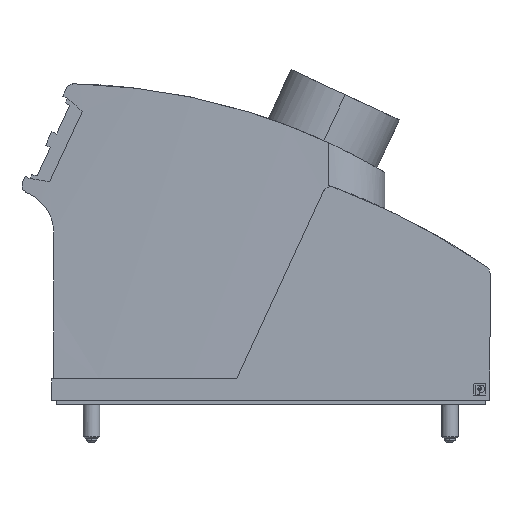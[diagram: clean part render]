
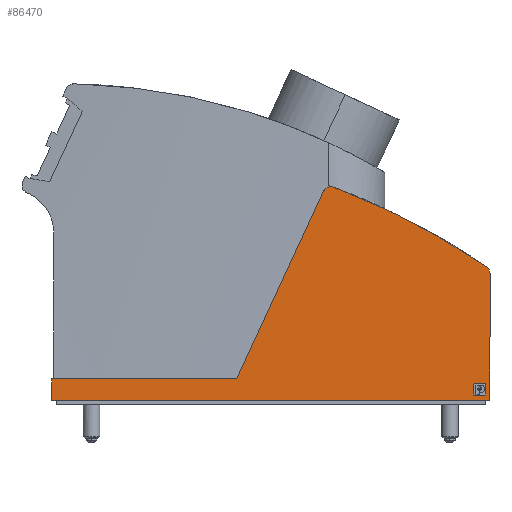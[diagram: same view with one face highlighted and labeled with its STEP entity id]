
A CAD part, left-side view. The second image highlights one B-rep face of the part: STEP entity #86470.
In plain terms, the highlighted face is planar.
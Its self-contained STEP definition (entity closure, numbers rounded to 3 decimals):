
#6010=CARTESIAN_POINT('',(-44.405,-34.812,
2.007));
#6020=VERTEX_POINT('',#6010);
#6050=CARTESIAN_POINT('',(-44.405,0.,2.007));
#6060=DIRECTION('',(0.,1.,0.));
#6070=VECTOR('',#6060,1.);
#6080=LINE('',#6050,#6070);
#6090=CARTESIAN_POINT('',(-44.405,-39.812,
2.007));
#6100=VERTEX_POINT('',#6090);
#6110=EDGE_CURVE('',#6100,#6020,#6080,.T.);
#18460=CARTESIAN_POINT('',(-0.48,-34.812,
2.007));
#18470=VERTEX_POINT('',#18460);
#18500=CARTESIAN_POINT('',(-15.,-34.812,2.007));
#18510=DIRECTION('',(-1.,0.,0.));
#18520=VECTOR('',#18510,1.);
#18530=LINE('',#18500,#18520);
#18540=EDGE_CURVE('',#18470,#6020,#18530,.T.);
#35920=CARTESIAN_POINT('',(58.732,-8.211,
2.007));
#35930=VERTEX_POINT('',#35920);
#35960=CARTESIAN_POINT('',(-35.079,-143.948,
2.007));
#35970=DIRECTION('',(0.,0.,1.));
#35980=DIRECTION('',(1.,0.,0.));
#35990=AXIS2_PLACEMENT_3D('',#35960,#35970,#35980);
#36000=CIRCLE('',#35990,165.);
#36010=CARTESIAN_POINT('',(22.576,10.651,
2.007));
#36020=VERTEX_POINT('',#36010);
#36030=EDGE_CURVE('',#35930,#36020,#36000,.T.);
#44730=CARTESIAN_POINT('',(59.595,-39.812,
2.007));
#44740=VERTEX_POINT('',#44730);
#44840=CARTESIAN_POINT('',(0.,-39.812,2.007));
#44850=DIRECTION('',(1.,0.,0.));
#44860=VECTOR('',#44850,1.);
#44870=LINE('',#44840,#44860);
#44880=EDGE_CURVE('',#6100,#44740,#44870,.T.);
#46980=CARTESIAN_POINT('',(21.877,8.777,
2.007));
#46990=DIRECTION('',(0.,0.,1.));
#47000=DIRECTION('',(1.,0.,0.));
#47010=AXIS2_PLACEMENT_3D('',#46980,#46990,#47000);
#47020=CIRCLE('',#47010,2.);
#47030=CARTESIAN_POINT('',(20.062,9.617,
2.007));
#47040=VERTEX_POINT('',#47030);
#47050=EDGE_CURVE('',#36020,#47040,#47020,.T.);
#48290=CARTESIAN_POINT('',(55.945,-38.611,
2.007));
#48300=DIRECTION('',(0.,0.,1.));
#48310=DIRECTION('',(1.,0.,0.));
#48320=AXIS2_PLACEMENT_3D('',#48290,#48300,#48310);
#48330=CIRCLE('',#48320,0.2);
#48340=CARTESIAN_POINT('',(55.745,-38.611,
2.007));
#48350=VERTEX_POINT('',#48340);
#48360=CARTESIAN_POINT('',(55.945,-38.812,
2.007));
#48370=VERTEX_POINT('',#48360);
#48380=EDGE_CURVE('',#48350,#48370,#48330,.T.);
#49160=CARTESIAN_POINT('',(58.395,-38.611,
2.007));
#49170=DIRECTION('',(0.,0.,1.));
#49180=DIRECTION('',(1.,0.,0.));
#49190=AXIS2_PLACEMENT_3D('',#49160,#49170,#49180);
#49200=CIRCLE('',#49190,0.2);
#49210=CARTESIAN_POINT('',(58.395,-38.812,
2.007));
#49220=VERTEX_POINT('',#49210);
#49230=CARTESIAN_POINT('',(58.595,-38.611,
2.007));
#49240=VERTEX_POINT('',#49230);
#49250=EDGE_CURVE('',#49220,#49240,#49200,.T.);
#50520=CARTESIAN_POINT('',(0.,-38.812,2.007));
#50530=DIRECTION('',(1.,0.,0.));
#50540=VECTOR('',#50530,1.);
#50550=LINE('',#50520,#50540);
#50560=EDGE_CURVE('',#48370,#49220,#50550,.T.);
#50810=CARTESIAN_POINT('',(0.,-35.962,2.007));
#50820=DIRECTION('',(-1.,0.,0.));
#50830=VECTOR('',#50820,1.);
#50840=LINE('',#50810,#50830);
#50850=CARTESIAN_POINT('',(58.395,-35.962,
2.007));
#50860=VERTEX_POINT('',#50850);
#50870=CARTESIAN_POINT('',(55.945,-35.962,
2.007));
#50880=VERTEX_POINT('',#50870);
#50890=EDGE_CURVE('',#50860,#50880,#50840,.T.);
#53500=CARTESIAN_POINT('',(55.745,0.,2.007));
#53510=DIRECTION('',(0.,-1.,0.));
#53520=VECTOR('',#53510,1.);
#53530=LINE('',#53500,#53520);
#53540=CARTESIAN_POINT('',(55.745,-36.162,
2.007));
#53550=VERTEX_POINT('',#53540);
#53560=EDGE_CURVE('',#53550,#48350,#53530,.T.);
#54860=CARTESIAN_POINT('',(55.945,-36.162,
2.007));
#54870=DIRECTION('',(0.,0.,1.));
#54880=DIRECTION('',(1.,0.,0.));
#54890=AXIS2_PLACEMENT_3D('',#54860,#54870,#54880);
#54900=CIRCLE('',#54890,0.2);
#54910=EDGE_CURVE('',#50880,#53550,#54900,.T.);
#56580=CARTESIAN_POINT('',(15.616,0.,2.007));
#56590=DIRECTION('',(-0.42,-0.908,0.));
#56600=VECTOR('',#56590,1.);
#56610=LINE('',#56580,#56600);
#56620=EDGE_CURVE('',#47040,#18470,#56610,.T.);
#60530=CARTESIAN_POINT('',(58.395,-36.162,
2.007));
#60540=DIRECTION('',(0.,0.,1.));
#60550=DIRECTION('',(1.,0.,0.));
#60560=AXIS2_PLACEMENT_3D('',#60530,#60540,#60550);
#60570=CIRCLE('',#60560,0.2);
#60580=CARTESIAN_POINT('',(58.595,-36.162,
2.007));
#60590=VERTEX_POINT('',#60580);
#60600=EDGE_CURVE('',#60590,#50860,#60570,.T.);
#84100=CARTESIAN_POINT('',(59.595,0.,2.007));
#84110=DIRECTION('',(0.,1.,0.));
#84120=VECTOR('',#84110,1.);
#84130=LINE('',#84100,#84120);
#84140=CARTESIAN_POINT('',(59.595,-9.856,
2.007));
#84150=VERTEX_POINT('',#84140);
#84160=EDGE_CURVE('',#44740,#84150,#84130,.T.);
#84790=CARTESIAN_POINT('',(57.595,-9.856,
2.007));
#84800=DIRECTION('',(0.,0.,1.));
#84810=DIRECTION('',(1.,0.,0.));
#84820=AXIS2_PLACEMENT_3D('',#84790,#84800,#84810);
#84830=CIRCLE('',#84820,2.);
#84840=EDGE_CURVE('',#84150,#35930,#84830,.T.);
#86170=CARTESIAN_POINT('',(35.615,-16.192,
2.007));
#86180=DIRECTION('',(0.,0.,1.));
#86190=DIRECTION('',(-1.,0.,0.));
#86200=AXIS2_PLACEMENT_3D('',#86170,#86180,#86190);
#86210=PLANE('',#86200);
#86220=ORIENTED_EDGE('',*,*,#48380,.F.);
#86230=ORIENTED_EDGE('',*,*,#50560,.F.);
#86240=ORIENTED_EDGE('',*,*,#49250,.F.);
#86250=CARTESIAN_POINT('',(58.595,0.,2.007));
#86260=DIRECTION('',(0.,1.,0.));
#86270=VECTOR('',#86260,1.);
#86280=LINE('',#86250,#86270);
#86290=EDGE_CURVE('',#49240,#60590,#86280,.T.);
#86300=ORIENTED_EDGE('',*,*,#86290,.F.);
#86310=ORIENTED_EDGE('',*,*,#60600,.F.);
#86320=ORIENTED_EDGE('',*,*,#50890,.F.);
#86330=ORIENTED_EDGE('',*,*,#54910,.F.);
#86340=ORIENTED_EDGE('',*,*,#53560,.F.);
#86350=EDGE_LOOP('',(#86340,#86330,#86320,#86310,#86300,#86240,#86230,
#86220));
#86360=FACE_BOUND('',#86350,.T.);
#86370=ORIENTED_EDGE('',*,*,#44880,.T.);
#86380=ORIENTED_EDGE('',*,*,#6110,.F.);
#86390=ORIENTED_EDGE('',*,*,#18540,.T.);
#86400=ORIENTED_EDGE('',*,*,#56620,.T.);
#86410=ORIENTED_EDGE('',*,*,#47050,.T.);
#86420=ORIENTED_EDGE('',*,*,#36030,.T.);
#86430=ORIENTED_EDGE('',*,*,#84840,.T.);
#86440=ORIENTED_EDGE('',*,*,#84160,.T.);
#86450=EDGE_LOOP('',(#86440,#86430,#86420,#86410,#86400,#86390,#86380,
#86370));
#86460=FACE_OUTER_BOUND('',#86450,.T.);
#86470=ADVANCED_FACE('',(#86360,#86460),#86210,.T.);
